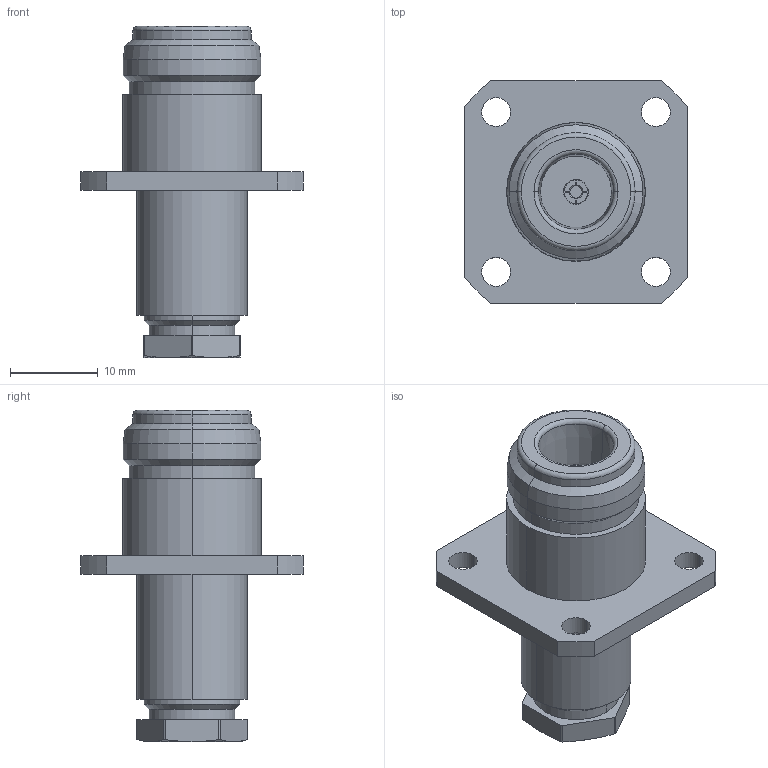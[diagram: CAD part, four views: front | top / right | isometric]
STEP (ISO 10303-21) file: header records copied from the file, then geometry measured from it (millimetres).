
FILE_DESCRIPTION (( 'STEP AP214' ), '1' );
FILE_NAME ('J01021H0023.STEP', '2018-03-05T10:07:46', ( '' ), ( '' ), 'SwSTEP 2.0', 'SolidWorks 2017', '' );
FILE_SCHEMA (( 'AUTOMOTIVE_DESIGN' ));
Length unit declared in the file: millimetre
Products named in the file (1): J01021H0023
Bounding box: 25.4 x 25.4 x 37.82 mm (x, y, z)
Volume: 6136.8 mm3; surface area: 3342.7 mm2
Topology: 1 solids, 1 shells, 103 faces, 243 edges, 153 vertices
Faces by surface type: cylinder 43, plane 31, cone 23, torus 6
Entity records: 4157 total; most frequent: CARTESIAN_POINT 588, DIRECTION 534, ORIENTED_EDGE 486, EDGE_CURVE 243, AXIS2_PLACEMENT_3D 215, VERTEX_POINT 153, EDGE_LOOP 122, CIRCLE 111
